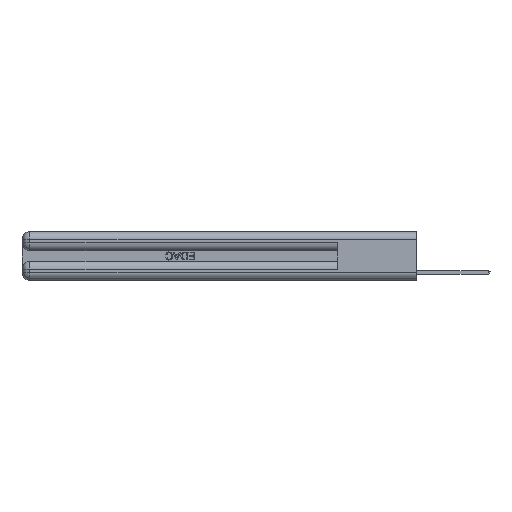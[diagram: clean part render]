
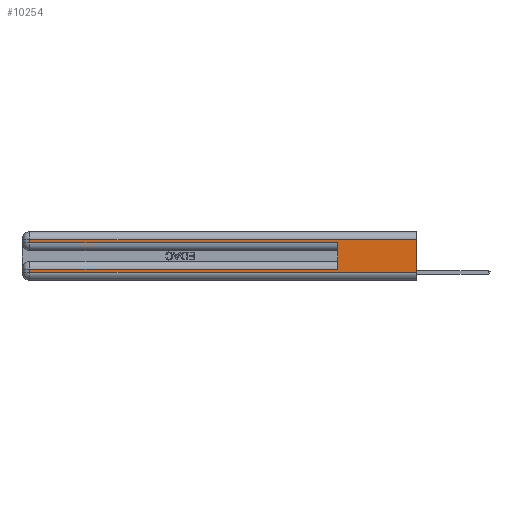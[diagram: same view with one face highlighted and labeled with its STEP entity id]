
A CAD part, left-side view. The second image highlights one B-rep face of the part: STEP entity #10254.
In plain terms, the highlighted planar face has unit normal (-1, 0, 0).
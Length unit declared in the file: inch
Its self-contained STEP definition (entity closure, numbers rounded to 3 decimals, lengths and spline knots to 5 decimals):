
#888 = VERTEX_POINT ( 'NONE', #3988 ) ;
#2108 = DIRECTION ( 'NONE',  ( 1., 0., 0. ) ) ;
#2746 = ORIENTED_EDGE ( 'NONE', *, *, #20739, .T. ) ;
#3301 = LINE ( 'NONE', #32133, #17414 ) ;
#3791 = CARTESIAN_POINT ( 'NONE',  ( 0., 2.94, 0.06 ) ) ;
#3988 = CARTESIAN_POINT ( 'NONE',  ( 0., 0., 0.06 ) ) ;
#4219 = VECTOR ( 'NONE', #28152, 39.37008 ) ;
#4264 = DIRECTION ( 'NONE',  ( 0., -1., 0. ) ) ;
#4371 = CARTESIAN_POINT ( 'NONE',  ( 0., 0.6, 0.145 ) ) ;
#4712 = DIRECTION ( 'NONE',  ( 0., 0., -1. ) ) ;
#5045 = PLANE ( 'NONE',  #26764 ) ;
#5758 = CARTESIAN_POINT ( 'NONE',  ( 0., 0., 0.285 ) ) ;
#6908 = CARTESIAN_POINT ( 'NONE',  ( 0., 2.94, 0.085 ) ) ;
#7429 = CARTESIAN_POINT ( 'NONE',  ( 0., 0., 0.31 ) ) ;
#8306 = DIRECTION ( 'NONE',  ( 0., 0., -1. ) ) ;
#8514 = VERTEX_POINT ( 'NONE', #31399 ) ;
#8658 = VECTOR ( 'NONE', #11788, 39.37008 ) ;
#8833 = ORIENTED_EDGE ( 'NONE', *, *, #15228, .T. ) ;
#8858 = DIRECTION ( 'NONE',  ( 0., -1., 0. ) ) ;
#9316 = VECTOR ( 'NONE', #4264, 39.37008 ) ;
#9400 = VERTEX_POINT ( 'NONE', #6908 ) ;
#9454 = CARTESIAN_POINT ( 'NONE',  ( 0., 0.6, 0.085 ) ) ;
#9875 = LINE ( 'NONE', #20447, #10242 ) ;
#10242 = VECTOR ( 'NONE', #4712, 39.37008 ) ;
#10254 = ADVANCED_FACE ( 'NONE', ( #18188 ), #5045, .F. ) ;
#10309 = EDGE_CURVE ( 'NONE', #19974, #888, #9875, .T. ) ;
#10423 = VERTEX_POINT ( 'NONE', #21290 ) ;
#10547 = ORIENTED_EDGE ( 'NONE', *, *, #22340, .F. ) ;
#11788 = DIRECTION ( 'NONE',  ( 0., 0., 1. ) ) ;
#12679 = LINE ( 'NONE', #28390, #25114 ) ;
#13159 = EDGE_CURVE ( 'NONE', #19974, #10423, #33851, .T. ) ;
#14764 = VERTEX_POINT ( 'NONE', #3791 ) ;
#15228 = EDGE_CURVE ( 'NONE', #14764, #888, #33438, .T. ) ;
#15286 = CARTESIAN_POINT ( 'NONE',  ( 0., 0., 0.085 ) ) ;
#16061 = ORIENTED_EDGE ( 'NONE', *, *, #17309, .T. ) ;
#17309 = EDGE_CURVE ( 'NONE', #29877, #8514, #29411, .T. ) ;
#17414 = VECTOR ( 'NONE', #8306, 39.37008 ) ;
#17879 = LINE ( 'NONE', #15286, #19970 ) ;
#18188 = FACE_OUTER_BOUND ( 'NONE', #30144, .T. ) ;
#18216 = DIRECTION ( 'NONE',  ( 0., 0., -1. ) ) ;
#18827 = ORIENTED_EDGE ( 'NONE', *, *, #10309, .F. ) ;
#19970 = VECTOR ( 'NONE', #33075, 39.37008 ) ;
#19974 = VERTEX_POINT ( 'NONE', #29383 ) ;
#20447 = CARTESIAN_POINT ( 'NONE',  ( 0., 0., 0.37 ) ) ;
#20739 = EDGE_CURVE ( 'NONE', #9400, #14764, #12679, .T. ) ;
#21290 = CARTESIAN_POINT ( 'NONE',  ( 0., 2.94, 0.31 ) ) ;
#21319 = EDGE_CURVE ( 'NONE', #10423, #29877, #3301, .T. ) ;
#21738 = VECTOR ( 'NONE', #8858, 39.37008 ) ;
#22340 = EDGE_CURVE ( 'NONE', #26407, #8514, #30276, .T. ) ;
#22396 = ORIENTED_EDGE ( 'NONE', *, *, #21319, .T. ) ;
#22586 = CARTESIAN_POINT ( 'NONE',  ( 0., 0., 0.06 ) ) ;
#23546 = CARTESIAN_POINT ( 'NONE',  ( 0., 0., 0.37 ) ) ;
#25114 = VECTOR ( 'NONE', #18216, 39.37008 ) ;
#26294 = DIRECTION ( 'NONE',  ( 0., 0., -1. ) ) ;
#26407 = VERTEX_POINT ( 'NONE', #9454 ) ;
#26628 = ORIENTED_EDGE ( 'NONE', *, *, #13159, .T. ) ;
#26764 = AXIS2_PLACEMENT_3D ( 'NONE', #23546, #2108, #26294 ) ;
#28021 = ORIENTED_EDGE ( 'NONE', *, *, #32805, .T. ) ;
#28118 = CARTESIAN_POINT ( 'NONE',  ( 0., 2.94, 0.285 ) ) ;
#28152 = DIRECTION ( 'NONE',  ( 0., 1., 0. ) ) ;
#28390 = CARTESIAN_POINT ( 'NONE',  ( 0., 2.94, 0.37 ) ) ;
#29383 = CARTESIAN_POINT ( 'NONE',  ( 0., 0., 0.31 ) ) ;
#29411 = LINE ( 'NONE', #5758, #21738 ) ;
#29877 = VERTEX_POINT ( 'NONE', #28118 ) ;
#30144 = EDGE_LOOP ( 'NONE', ( #18827, #26628, #22396, #16061, #10547, #28021, #2746, #8833 ) ) ;
#30276 = LINE ( 'NONE', #4371, #8658 ) ;
#31399 = CARTESIAN_POINT ( 'NONE',  ( 0., 0.6, 0.285 ) ) ;
#32133 = CARTESIAN_POINT ( 'NONE',  ( 0., 2.94, 0.37 ) ) ;
#32805 = EDGE_CURVE ( 'NONE', #26407, #9400, #17879, .T. ) ;
#33075 = DIRECTION ( 'NONE',  ( 0., 1., 0. ) ) ;
#33438 = LINE ( 'NONE', #22586, #9316 ) ;
#33851 = LINE ( 'NONE', #7429, #4219 ) ;
